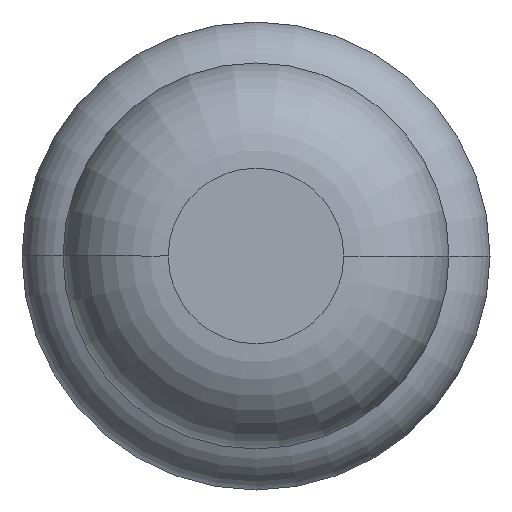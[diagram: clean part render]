
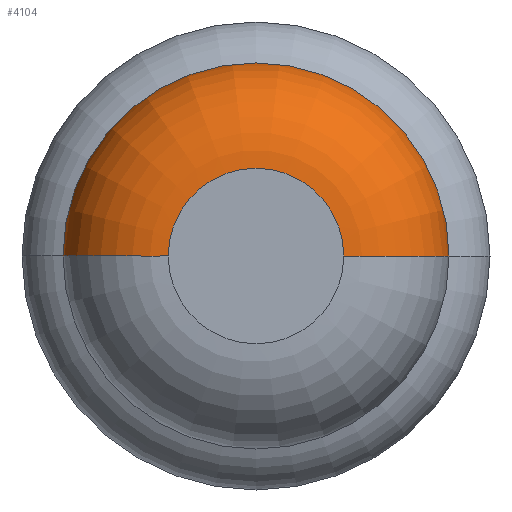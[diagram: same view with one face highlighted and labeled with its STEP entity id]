
A CAD part, front view. The second image highlights one B-rep face of the part: STEP entity #4104.
In plain terms, the highlighted toroidal (fillet/blend) face has major radius 0.375 mm and minor radius 0.45 mm.
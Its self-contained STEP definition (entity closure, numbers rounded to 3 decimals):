
#352 = EDGE_CURVE ( 'NONE', #3709, #1820, #895, .T. ) ;
#498 = AXIS2_PLACEMENT_3D ( 'NONE', #3942, #727, #1094 ) ;
#727 = DIRECTION ( 'NONE',  ( 0., 0., 1. ) ) ;
#824 = DIRECTION ( 'NONE',  ( 0., 0., -1. ) ) ;
#855 = DIRECTION ( 'NONE',  ( 0., -1., 0. ) ) ;
#895 = CIRCLE ( 'NONE', #1664, 0.45 ) ;
#983 = TOROIDAL_SURFACE ( 'NONE', #3477, 0.375, 0.45 ) ;
#1094 = DIRECTION ( 'NONE',  ( 1., 0., 0. ) ) ;
#1269 = CIRCLE ( 'NONE', #498, 0.45 ) ;
#1591 = EDGE_CURVE ( 'Defeature ausgef�hrt1_6+Defeature ausgef�hrt1_7+Defeature ausgef�hrt1_7+Defeature ausgef�hrt1_7', #1820, #3819, #4266, .T. ) ;
#1629 = EDGE_LOOP ( 'NONE', ( #2002, #1659, #4362, #1867 ) ) ;
#1653 = CARTESIAN_POINT ( 'NONE',  ( -0.825, -31.55, 0. ) ) ;
#1659 = ORIENTED_EDGE ( 'NONE', *, *, #4143, .T. ) ;
#1664 = AXIS2_PLACEMENT_3D ( 'NONE', #4008, #824, #2258 ) ;
#1757 = DIRECTION ( 'NONE',  ( 0., -1., 0. ) ) ;
#1820 = VERTEX_POINT ( 'NONE', #3692 ) ;
#1867 = ORIENTED_EDGE ( 'NONE', *, *, #352, .F. ) ;
#2002 = ORIENTED_EDGE ( 'NONE', *, *, #3814, .T. ) ;
#2258 = DIRECTION ( 'NONE',  ( -1., 0., 0. ) ) ;
#2548 = FACE_OUTER_BOUND ( 'NONE', #1629, .T. ) ;
#2791 = CARTESIAN_POINT ( 'NONE',  ( 0., -32., 0. ) ) ;
#2802 = AXIS2_PLACEMENT_3D ( 'NONE', #2791, #2817, #4219 ) ;
#2817 = DIRECTION ( 'NONE',  ( 0., -1., 0. ) ) ;
#2947 = CARTESIAN_POINT ( 'NONE',  ( 0., -31.55, 0. ) ) ;
#3144 = DIRECTION ( 'NONE',  ( 1., 0., 0. ) ) ;
#3192 = CARTESIAN_POINT ( 'NONE',  ( 0.825, -31.55, 0. ) ) ;
#3477 = AXIS2_PLACEMENT_3D ( 'NONE', #4532, #1757, #3144 ) ;
#3659 = DIRECTION ( 'NONE',  ( 1., 0., 0. ) ) ;
#3692 = CARTESIAN_POINT ( 'NONE',  ( 0.375, -32., 0. ) ) ;
#3709 = VERTEX_POINT ( 'NONE', #3192 ) ;
#3814 = EDGE_CURVE ( 'Defeature ausgef�hrt1_7+Defeature ausgef�hrt1_8+Defeature ausgef�hrt1_8+Defeature ausgef�hrt1_8', #3709, #4522, #4366, .T. ) ;
#3819 = VERTEX_POINT ( 'NONE', #3981 ) ;
#3942 = CARTESIAN_POINT ( 'NONE',  ( -0.375, -31.55, 0. ) ) ;
#3981 = CARTESIAN_POINT ( 'NONE',  ( -0.375, -32., 0. ) ) ;
#4008 = CARTESIAN_POINT ( 'NONE',  ( 0.375, -31.55, 0. ) ) ;
#4104 = ADVANCED_FACE ( 'Defeature ausgef�hrt1_7', ( #2548 ), #983, .T. ) ;
#4143 = EDGE_CURVE ( 'NONE', #4522, #3819, #1269, .T. ) ;
#4219 = DIRECTION ( 'NONE',  ( 1., 0., 0. ) ) ;
#4266 = CIRCLE ( 'NONE', #2802, 0.375 ) ;
#4362 = ORIENTED_EDGE ( 'NONE', *, *, #1591, .F. ) ;
#4366 = CIRCLE ( 'NONE', #4510, 0.825 ) ;
#4510 = AXIS2_PLACEMENT_3D ( 'NONE', #2947, #855, #3659 ) ;
#4522 = VERTEX_POINT ( 'NONE', #1653 ) ;
#4532 = CARTESIAN_POINT ( 'NONE',  ( 0., -31.55, 0. ) ) ;
